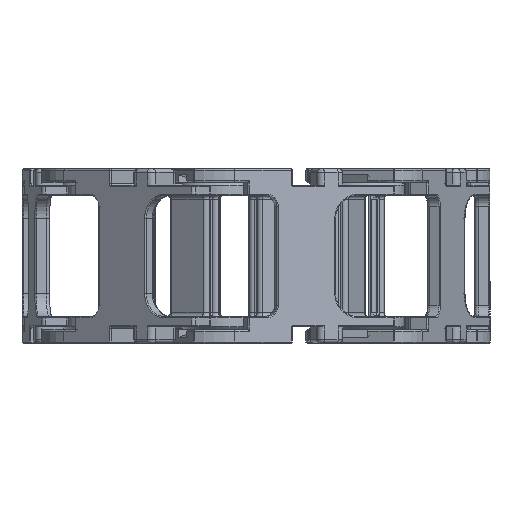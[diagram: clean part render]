
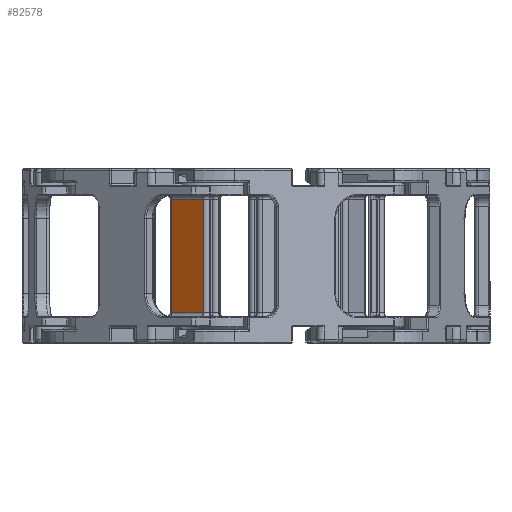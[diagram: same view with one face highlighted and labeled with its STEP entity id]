
A CAD part, left-side view. The second image highlights one B-rep face of the part: STEP entity #82578.
In plain terms, the highlighted planar face has unit normal (-0.785, 0.619, 0).
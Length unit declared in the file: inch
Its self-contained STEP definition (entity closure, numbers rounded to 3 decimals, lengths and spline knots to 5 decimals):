
#82349=CARTESIAN_POINT('',(-10.60386,-0.73363,0.25));
#82350=VERTEX_POINT('',#82349);
#82375=CARTESIAN_POINT('',(-10.8082,-0.99275,0.25));
#82376=VERTEX_POINT('',#82375);
#82384=CARTESIAN_POINT('',(-10.8082,-0.99275,0.25));
#82385=DIRECTION('',(0.619,0.785,0.));
#82386=VECTOR('',#82385,0.33);
#82387=LINE('',#82384,#82386);
#82388=EDGE_CURVE('',#82376,#82350,#82387,.T.);
#82536=CARTESIAN_POINT('',(-10.60386,-0.73363,1.19));
#82537=VERTEX_POINT('',#82536);
#82538=CARTESIAN_POINT('',(-10.60386,-0.73363,0.25));
#82539=DIRECTION('',(0.0,0.0,1.0));
#82540=VECTOR('',#82539,0.94);
#82541=LINE('',#82538,#82540);
#82542=EDGE_CURVE('',#82350,#82537,#82541,.T.);
#82555=CARTESIAN_POINT('',(-10.70913,-0.86712,0.22));
#82556=DIRECTION('',(0.785,-0.619,0.));
#82557=DIRECTION('',(0.0,0.0,-1.0));
#82558=AXIS2_PLACEMENT_3D('',#82555,#82556,#82557);
#82559=PLANE('',#82558);
#82560=ORIENTED_EDGE('',*,*,#82388,.F.);
#82561=CARTESIAN_POINT('',(-10.8082,-0.99275,1.19));
#82562=VERTEX_POINT('',#82561);
#82563=CARTESIAN_POINT('',(-10.8082,-0.99275,1.19));
#82564=DIRECTION('',(0.0,0.0,-1.0));
#82565=VECTOR('',#82564,0.94);
#82566=LINE('',#82563,#82565);
#82567=EDGE_CURVE('',#82562,#82376,#82566,.T.);
#82568=ORIENTED_EDGE('',*,*,#82567,.F.);
#82569=CARTESIAN_POINT('',(-10.60386,-0.73363,1.19));
#82570=DIRECTION('',(-0.619,-0.785,0.));
#82571=VECTOR('',#82570,0.33);
#82572=LINE('',#82569,#82571);
#82573=EDGE_CURVE('',#82537,#82562,#82572,.T.);
#82574=ORIENTED_EDGE('',*,*,#82573,.F.);
#82575=ORIENTED_EDGE('',*,*,#82542,.F.);
#82576=EDGE_LOOP('',(#82560,#82568,#82574,#82575));
#82577=FACE_OUTER_BOUND('',#82576,.T.);
#82578=ADVANCED_FACE('',(#82577),#82559,.F.);
